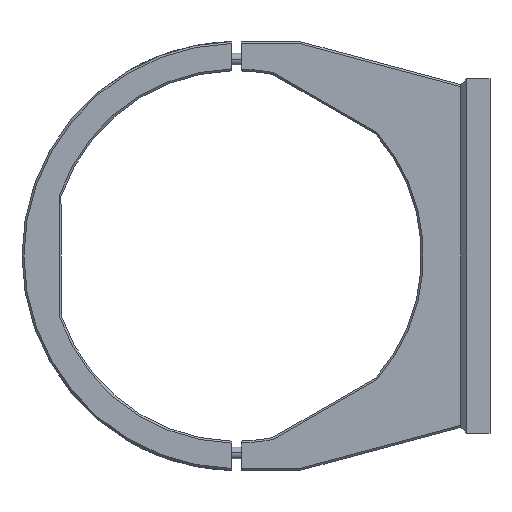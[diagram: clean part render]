
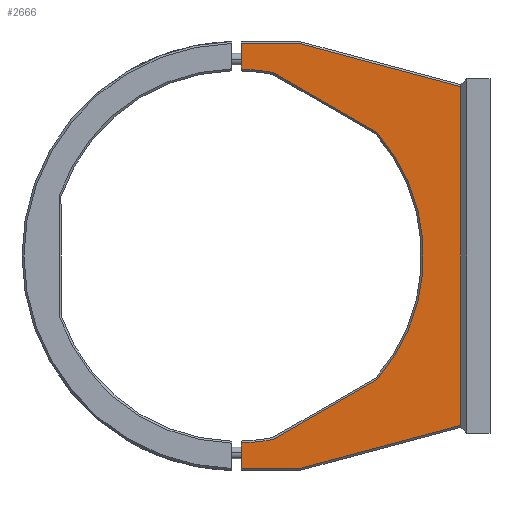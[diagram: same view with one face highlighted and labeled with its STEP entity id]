
A CAD part, left-side view. The second image highlights one B-rep face of the part: STEP entity #2666.
In plain terms, the highlighted planar face has unit normal (-1, 0, 0).
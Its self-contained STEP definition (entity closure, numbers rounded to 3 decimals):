
#82 = CARTESIAN_POINT ( 'NONE',  ( 234.925, -45.45, -78.722 ) ) ;
#93 = VECTOR ( 'NONE', #6862, 1000. ) ;
#110 = VECTOR ( 'NONE', #4871, 1000. ) ;
#188 = LINE ( 'NONE', #6094, #4445 ) ;
#288 = CARTESIAN_POINT ( 'NONE',  ( 234.925, -2.5, -95.873 ) ) ;
#412 = CARTESIAN_POINT ( 'NONE',  ( 234.925, -29.418, 109.79 ) ) ;
#449 = VECTOR ( 'NONE', #6669, 1000. ) ;
#462 = VERTEX_POINT ( 'NONE', #4446 ) ;
#465 = LINE ( 'NONE', #3912, #963 ) ;
#607 = DIRECTION ( 'NONE',  ( -1., 0., 0. ) ) ;
#619 = LINE ( 'NONE', #82, #1722 ) ;
#681 = VERTEX_POINT ( 'NONE', #5130 ) ;
#738 = CARTESIAN_POINT ( 'NONE',  ( 234.925, 0., 0. ) ) ;
#902 = DIRECTION ( 'NONE',  ( 0., -0.866, -0.5 ) ) ;
#963 = VECTOR ( 'NONE', #2775, 1000. ) ;
#980 = EDGE_CURVE ( 'NONE', #462, #5145, #4769, .T. ) ;
#991 = CARTESIAN_POINT ( 'NONE',  ( 234.925, -2.5, -109. ) ) ;
#1119 = DIRECTION ( 'NONE',  ( 1., 0., 0. ) ) ;
#1163 = CARTESIAN_POINT ( 'NONE',  ( 234.925, -71.931, -63.433 ) ) ;
#1164 = PLANE ( 'NONE',  #5647 ) ;
#1225 = DIRECTION ( 'NONE',  ( 0., 0., 1. ) ) ;
#1332 = CARTESIAN_POINT ( 'NONE',  ( 234.925, 0., 0. ) ) ;
#1410 = EDGE_CURVE ( 'NONE', #6934, #5145, #465, .T. ) ;
#1613 = ORIENTED_EDGE ( 'NONE', *, *, #980, .F. ) ;
#1655 = CARTESIAN_POINT ( 'NONE',  ( 234.925, 0., 0. ) ) ;
#1716 = CIRCLE ( 'NONE', #5094, 95.905 ) ;
#1722 = VECTOR ( 'NONE', #4140, 1000. ) ;
#1893 = DIRECTION ( 'NONE',  ( 0., 0., 1. ) ) ;
#1935 = CARTESIAN_POINT ( 'NONE',  ( 234.925, -115., 86.859 ) ) ;
#1937 = LINE ( 'NONE', #5922, #4216 ) ;
#1956 = EDGE_CURVE ( 'NONE', #681, #6877, #188, .T. ) ;
#2083 = LINE ( 'NONE', #7197, #449 ) ;
#2133 = VERTEX_POINT ( 'NONE', #4218 ) ;
#2200 = CARTESIAN_POINT ( 'NONE',  ( 234.925, -32.368, -109. ) ) ;
#2284 = EDGE_CURVE ( 'NONE', #3343, #5855, #4551, .T. ) ;
#2362 = DIRECTION ( 'NONE',  ( 1., 0., 0. ) ) ;
#2492 = CARTESIAN_POINT ( 'NONE',  ( 234.925, -32.368, 109. ) ) ;
#2507 = EDGE_CURVE ( 'NONE', #5855, #2133, #2083, .T. ) ;
#2604 = EDGE_CURVE ( 'NONE', #6877, #5017, #3834, .T. ) ;
#2666 = ADVANCED_FACE ( 'NONE', ( #3322 ), #1164, .T. ) ;
#2716 = DIRECTION ( 'NONE',  ( 0., 0.966, 0.259 ) ) ;
#2743 = AXIS2_PLACEMENT_3D ( 'NONE', #1655, #5070, #5794 ) ;
#2775 = DIRECTION ( 'NONE',  ( 0., 1., 0. ) ) ;
#2877 = CARTESIAN_POINT ( 'NONE',  ( 234.925, -2.5, 109. ) ) ;
#2926 = CIRCLE ( 'NONE', #7051, 95.905 ) ;
#3027 = EDGE_CURVE ( 'NONE', #5277, #6934, #4452, .T. ) ;
#3214 = CARTESIAN_POINT ( 'NONE',  ( 234.925, -18.969, -94.011 ) ) ;
#3279 = LINE ( 'NONE', #3694, #110 ) ;
#3301 = ORIENTED_EDGE ( 'NONE', *, *, #2604, .T. ) ;
#3322 = FACE_OUTER_BOUND ( 'NONE', #4286, .T. ) ;
#3343 = VERTEX_POINT ( 'NONE', #991 ) ;
#3569 = ORIENTED_EDGE ( 'NONE', *, *, #3027, .T. ) ;
#3577 = EDGE_CURVE ( 'NONE', #3343, #4317, #1937, .T. ) ;
#3694 = CARTESIAN_POINT ( 'NONE',  ( 234.925, -115., -87.894 ) ) ;
#3834 = CIRCLE ( 'NONE', #2743, 95.905 ) ;
#3912 = CARTESIAN_POINT ( 'NONE',  ( 234.925, 0., 109. ) ) ;
#3913 = EDGE_CURVE ( 'NONE', #5277, #2133, #3279, .T. ) ;
#4130 = VECTOR ( 'NONE', #1893, 1000. ) ;
#4140 = DIRECTION ( 'NONE',  ( 0., 0.866, -0.5 ) ) ;
#4216 = VECTOR ( 'NONE', #5307, 1000. ) ;
#4218 = CARTESIAN_POINT ( 'NONE',  ( 234.925, -115., -86.859 ) ) ;
#4266 = ORIENTED_EDGE ( 'NONE', *, *, #1956, .T. ) ;
#4286 = EDGE_LOOP ( 'NONE', ( #5538, #3569, #5743, #1613, #4777, #4266, #3301, #7156, #4765, #7434, #7045, #6339 ) ) ;
#4317 = VERTEX_POINT ( 'NONE', #288 ) ;
#4445 = VECTOR ( 'NONE', #902, 1000. ) ;
#4446 = CARTESIAN_POINT ( 'NONE',  ( 234.925, -2.5, 95.873 ) ) ;
#4452 = LINE ( 'NONE', #412, #6754 ) ;
#4551 = LINE ( 'NONE', #6299, #93 ) ;
#4765 = ORIENTED_EDGE ( 'NONE', *, *, #5613, .T. ) ;
#4769 = LINE ( 'NONE', #6401, #4130 ) ;
#4777 = ORIENTED_EDGE ( 'NONE', *, *, #7182, .T. ) ;
#4871 = DIRECTION ( 'NONE',  ( 0., 0., -1. ) ) ;
#5017 = VERTEX_POINT ( 'NONE', #1163 ) ;
#5070 = DIRECTION ( 'NONE',  ( 1., 0., 0. ) ) ;
#5094 = AXIS2_PLACEMENT_3D ( 'NONE', #738, #2362, #1225 ) ;
#5130 = CARTESIAN_POINT ( 'NONE',  ( 234.925, -18.969, 94.011 ) ) ;
#5145 = VERTEX_POINT ( 'NONE', #2877 ) ;
#5220 = CARTESIAN_POINT ( 'NONE',  ( 234.925, 0., 0. ) ) ;
#5277 = VERTEX_POINT ( 'NONE', #1935 ) ;
#5307 = DIRECTION ( 'NONE',  ( 0., 0., 1. ) ) ;
#5538 = ORIENTED_EDGE ( 'NONE', *, *, #3913, .F. ) ;
#5613 = EDGE_CURVE ( 'NONE', #6653, #4317, #1716, .T. ) ;
#5647 = AXIS2_PLACEMENT_3D ( 'NONE', #5220, #607, #6278 ) ;
#5743 = ORIENTED_EDGE ( 'NONE', *, *, #1410, .T. ) ;
#5794 = DIRECTION ( 'NONE',  ( 0., 0., 1. ) ) ;
#5855 = VERTEX_POINT ( 'NONE', #2200 ) ;
#5922 = CARTESIAN_POINT ( 'NONE',  ( 234.925, -2.5, -94.872 ) ) ;
#5944 = EDGE_CURVE ( 'NONE', #5017, #6653, #619, .T. ) ;
#5977 = CARTESIAN_POINT ( 'NONE',  ( 234.925, -71.931, 63.433 ) ) ;
#6094 = CARTESIAN_POINT ( 'NONE',  ( 234.925, -45.45, 78.722 ) ) ;
#6278 = DIRECTION ( 'NONE',  ( 0., 0., 1. ) ) ;
#6299 = CARTESIAN_POINT ( 'NONE',  ( 234.925, 0., -109. ) ) ;
#6339 = ORIENTED_EDGE ( 'NONE', *, *, #2507, .T. ) ;
#6401 = CARTESIAN_POINT ( 'NONE',  ( 234.925, -2.5, 94.872 ) ) ;
#6653 = VERTEX_POINT ( 'NONE', #3214 ) ;
#6669 = DIRECTION ( 'NONE',  ( 0., -0.966, 0.259 ) ) ;
#6754 = VECTOR ( 'NONE', #2716, 1000. ) ;
#6862 = DIRECTION ( 'NONE',  ( 0., -1., 0. ) ) ;
#6877 = VERTEX_POINT ( 'NONE', #5977 ) ;
#6934 = VERTEX_POINT ( 'NONE', #2492 ) ;
#7045 = ORIENTED_EDGE ( 'NONE', *, *, #2284, .T. ) ;
#7051 = AXIS2_PLACEMENT_3D ( 'NONE', #1332, #1119, #7398 ) ;
#7156 = ORIENTED_EDGE ( 'NONE', *, *, #5944, .T. ) ;
#7182 = EDGE_CURVE ( 'NONE', #462, #681, #2926, .T. ) ;
#7197 = CARTESIAN_POINT ( 'NONE',  ( 234.925, -29.418, -109.79 ) ) ;
#7398 = DIRECTION ( 'NONE',  ( 0., 0., 1. ) ) ;
#7434 = ORIENTED_EDGE ( 'NONE', *, *, #3577, .F. ) ;
